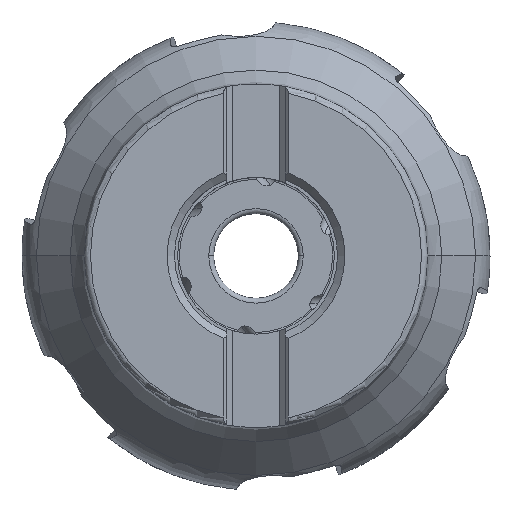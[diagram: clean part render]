
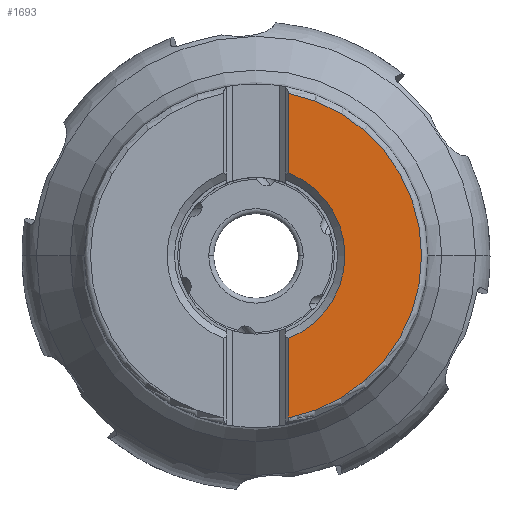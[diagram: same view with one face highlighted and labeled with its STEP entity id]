
A CAD part, top view. The second image highlights one B-rep face of the part: STEP entity #1693.
In plain terms, the highlighted planar face has unit normal (0, 0, 1).
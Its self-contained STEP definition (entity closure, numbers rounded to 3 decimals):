
#807=PLANE('',#16777);
#1693=ADVANCED_FACE('',(#2635),#807,.T.);
#2635=FACE_OUTER_BOUND('',#3567,.T.);
#3567=EDGE_LOOP('',(#9378,#9379,#9380,#9381));
#4424=LINE('',#45300,#5119);
#4425=LINE('',#45304,#5120);
#5119=VECTOR('',#19703,1.);
#5120=VECTOR('',#19708,1.);
#9378=ORIENTED_EDGE('',*,*,#14159,.T.);
#9379=ORIENTED_EDGE('',*,*,#14160,.T.);
#9380=ORIENTED_EDGE('',*,*,#14149,.T.);
#9381=ORIENTED_EDGE('',*,*,#14158,.T.);
#12108=VERTEX_POINT('',#45229);
#12109=VERTEX_POINT('',#45230);
#12112=VERTEX_POINT('',#45299);
#12113=VERTEX_POINT('',#45303);
#14149=EDGE_CURVE('',#12108,#12109,#15248,.T.);
#14158=EDGE_CURVE('',#12109,#12112,#4424,.T.);
#14159=EDGE_CURVE('',#12112,#12113,#15252,.T.);
#14160=EDGE_CURVE('',#12113,#12108,#4425,.T.);
#15248=CIRCLE('',#16769,26.815);
#15252=CIRCLE('',#16776,14.4);
#16769=AXIS2_PLACEMENT_3D('',#45228,#19691,#19692);
#16776=AXIS2_PLACEMENT_3D('',#45302,#19706,#19707);
#16777=AXIS2_PLACEMENT_3D('',#45305,#19709,#19710);
#19691=DIRECTION('',(0.,0.,1.));
#19692=DIRECTION('',(0.196,-0.981,0.));
#19703=DIRECTION('',(0.,-1.,0.));
#19706=DIRECTION('',(0.,0.,-1.));
#19707=DIRECTION('',(0.365,0.931,0.));
#19708=DIRECTION('',(0.,-1.,0.));
#19709=DIRECTION('',(0.,0.,1.));
#19710=DIRECTION('',(-1.,0.,0.));
#45228=CARTESIAN_POINT('',(0.,0.,0.));
#45229=CARTESIAN_POINT('',(5.263,-26.294,0.));
#45230=CARTESIAN_POINT('',(5.263,26.294,0.));
#45299=CARTESIAN_POINT('',(5.263,13.404,0.));
#45300=CARTESIAN_POINT('',(5.263,26.294,0.));
#45302=CARTESIAN_POINT('',(0.,0.,0.));
#45303=CARTESIAN_POINT('',(5.263,-13.404,0.));
#45304=CARTESIAN_POINT('',(5.263,-13.404,0.));
#45305=CARTESIAN_POINT('',(0.,0.,0.));
